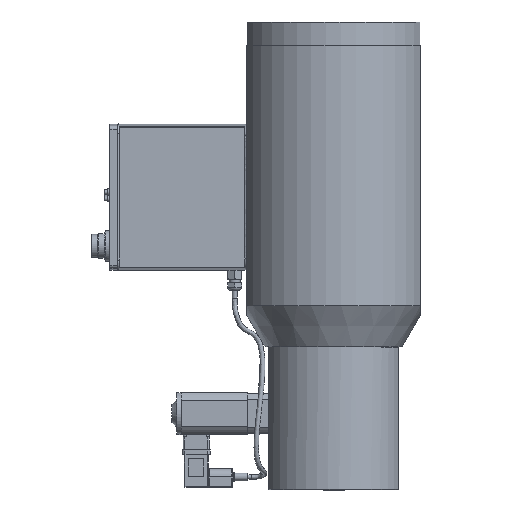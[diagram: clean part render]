
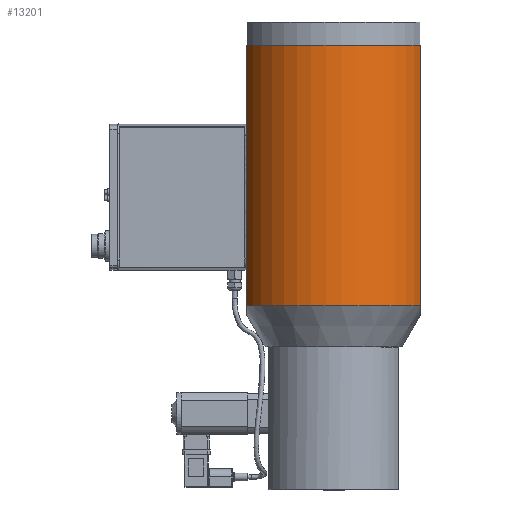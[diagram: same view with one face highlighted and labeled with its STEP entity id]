
A CAD part, left-side view. The second image highlights one B-rep face of the part: STEP entity #13201.
In plain terms, the highlighted cylindrical face has radius 59.75 mm (diameter 119.5 mm), a partial arc.
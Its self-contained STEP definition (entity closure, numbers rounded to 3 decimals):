
#1282=LINE('',#23550,#2190);
#1283=LINE('',#23551,#2191);
#2190=VECTOR('',#17658,10.);
#2191=VECTOR('',#17659,10.);
#3332=FACE_OUTER_BOUND('',#4185,.T.);
#4185=EDGE_LOOP('',(#10989,#10990,#10991,#10992));
#4792=CIRCLE('',#14331,59.75);
#4842=CIRCLE('',#14475,59.75);
#5911=VERTEX_POINT('',#22585);
#5912=VERTEX_POINT('',#22587);
#6068=VERTEX_POINT('',#23537);
#6069=VERTEX_POINT('',#23541);
#7518=EDGE_CURVE('',#5912,#5911,#4792,.T.);
#7748=EDGE_CURVE('',#6069,#6068,#4842,.T.);
#7751=EDGE_CURVE('',#6068,#5912,#1282,.T.);
#7752=EDGE_CURVE('',#5911,#6069,#1283,.T.);
#10989=ORIENTED_EDGE('',*,*,#7748,.T.);
#10990=ORIENTED_EDGE('',*,*,#7751,.T.);
#10991=ORIENTED_EDGE('',*,*,#7518,.T.);
#10992=ORIENTED_EDGE('',*,*,#7752,.T.);
#11803=CYLINDRICAL_SURFACE('',#14476,59.75);
#13201=ADVANCED_FACE('',(#3332),#11803,.T.);
#14331=AXIS2_PLACEMENT_3D('',#22588,#17245,#17246);
#14475=AXIS2_PLACEMENT_3D('',#23542,#17654,#17655);
#14476=AXIS2_PLACEMENT_3D('',#23549,#17656,#17657);
#17245=DIRECTION('center_axis',(0.,0.,
-1.));
#17246=DIRECTION('ref_axis',(-1.,0.,0.));
#17654=DIRECTION('center_axis',(0.,0.,
1.));
#17655=DIRECTION('ref_axis',(0.,1.,0.));
#17656=DIRECTION('center_axis',(0.,0.,
-1.));
#17657=DIRECTION('ref_axis',(0.,1.,0.));
#17658=DIRECTION('',(0.,0.,1.));
#17659=DIRECTION('',(0.,0.,-1.));
#22585=CARTESIAN_POINT('',(-20.149,56.25,195.7));
#22587=CARTESIAN_POINT('',(-20.149,-56.25,195.7));
#22588=CARTESIAN_POINT('Origin',(0.,0.,
195.7));
#23537=CARTESIAN_POINT('',(-20.149,-56.25,26.414));
#23541=CARTESIAN_POINT('',(-20.149,56.25,26.414));
#23542=CARTESIAN_POINT('Origin',(0.,0.,
26.414));
#23549=CARTESIAN_POINT('Origin',(0.,0.,
97.85));
#23550=CARTESIAN_POINT('',(-20.149,-56.25,97.85));
#23551=CARTESIAN_POINT('',(-20.149,56.25,97.85));
